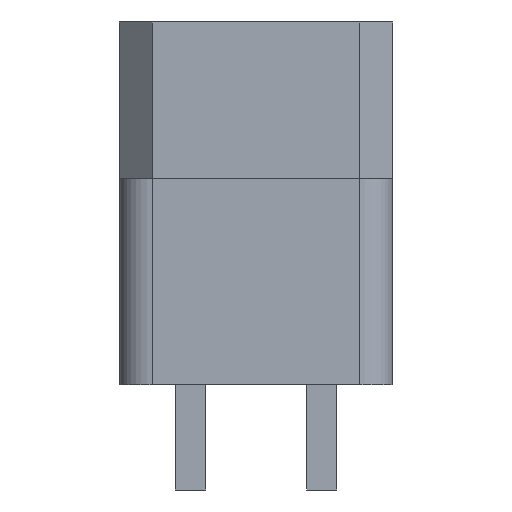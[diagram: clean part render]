
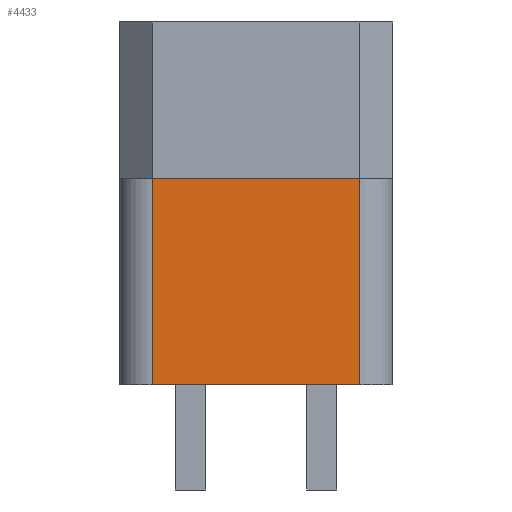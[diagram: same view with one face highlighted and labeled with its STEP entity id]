
A CAD part, left-side view. The second image highlights one B-rep face of the part: STEP entity #4433.
In plain terms, the highlighted planar face has unit normal (-1, 0, 0).
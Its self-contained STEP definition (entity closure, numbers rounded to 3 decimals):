
#141=FACE_OUTER_BOUND('',#437,.T.);
#437=EDGE_LOOP('',(#2990,#2991,#2992,#2993));
#761=LINE('',#6380,#1355);
#762=LINE('',#6384,#1356);
#763=LINE('',#6386,#1357);
#764=LINE('',#6387,#1358);
#1355=VECTOR('',#5156,10.);
#1356=VECTOR('',#5161,10.);
#1357=VECTOR('',#5162,10.);
#1358=VECTOR('',#5163,10.);
#1944=VERTEX_POINT('',#6377);
#1945=VERTEX_POINT('',#6379);
#1946=VERTEX_POINT('',#6383);
#1947=VERTEX_POINT('',#6385);
#2359=EDGE_CURVE('',#1944,#1945,#761,.T.);
#2361=EDGE_CURVE('',#1944,#1946,#762,.T.);
#2362=EDGE_CURVE('',#1947,#1946,#763,.T.);
#2363=EDGE_CURVE('',#1945,#1947,#764,.T.);
#2990=ORIENTED_EDGE('',*,*,#2359,.F.);
#2991=ORIENTED_EDGE('',*,*,#2361,.T.);
#2992=ORIENTED_EDGE('',*,*,#2362,.F.);
#2993=ORIENTED_EDGE('',*,*,#2363,.F.);
#4142=PLANE('',#4793);
#4433=ADVANCED_FACE('',(#141),#4142,.T.);
#4793=AXIS2_PLACEMENT_3D('',#6382,#5159,#5160);
#5156=DIRECTION('',(0.,0.,-1.));
#5159=DIRECTION('center_axis',(-1.,0.,0.));
#5160=DIRECTION('ref_axis',(0.,-1.,0.));
#5161=DIRECTION('',(0.,1.,0.));
#5162=DIRECTION('',(0.,0.,1.));
#5163=DIRECTION('',(0.,1.,0.));
#6377=CARTESIAN_POINT('',(-54.331,-3.128,6.223));
#6379=CARTESIAN_POINT('',(-54.331,-3.128,0.));
#6380=CARTESIAN_POINT('',(-54.331,-3.128,0.));
#6382=CARTESIAN_POINT('Origin',(-54.331,4.128,0.));
#6383=CARTESIAN_POINT('',(-54.331,3.128,6.223));
#6384=CARTESIAN_POINT('',(-54.331,2.064,6.223));
#6385=CARTESIAN_POINT('',(-54.331,3.128,0.));
#6386=CARTESIAN_POINT('',(-54.331,3.128,0.));
#6387=CARTESIAN_POINT('',(-54.331,-4.128,0.));
